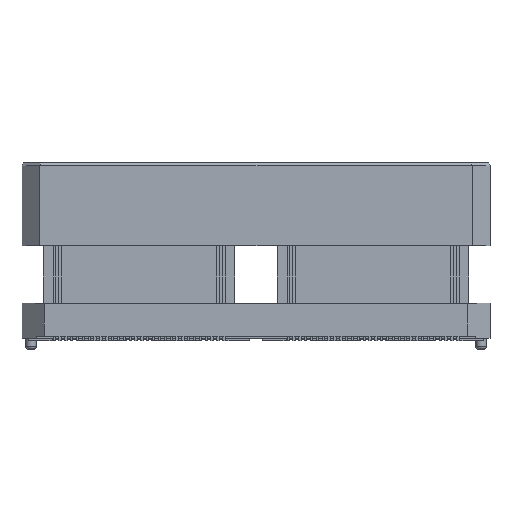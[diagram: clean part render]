
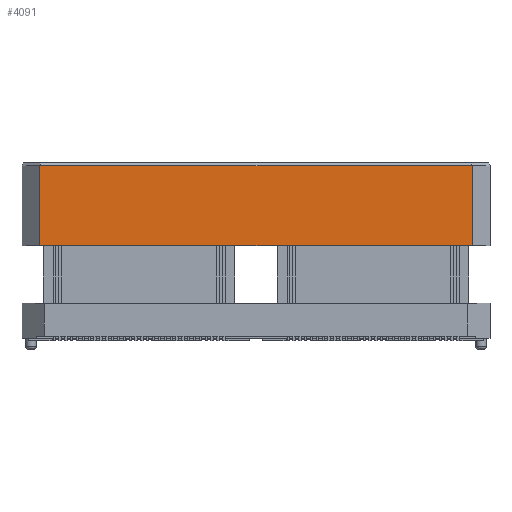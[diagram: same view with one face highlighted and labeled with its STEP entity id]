
A CAD part, front view. The second image highlights one B-rep face of the part: STEP entity #4091.
In plain terms, the highlighted planar face has unit normal (0, -1, 0).
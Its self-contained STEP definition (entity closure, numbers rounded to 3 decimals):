
#3907=CARTESIAN_POINT('',(-18.479,-2.984,14.996));
#3908=VERTEX_POINT('',#3907);
#4002=CARTESIAN_POINT('',(18.478,-2.984,14.996));
#4003=VERTEX_POINT('',#4002);
#4027=CARTESIAN_POINT('',(-18.479,-2.984,14.996));
#4028=DIRECTION('',(1.0,0.0,0.0));
#4029=VECTOR('',#4028,36.957);
#4030=LINE('',#4027,#4029);
#4031=EDGE_CURVE('',#3908,#4003,#4030,.T.);
#4043=CARTESIAN_POINT('',(18.478,-2.984,8.156));
#4044=VERTEX_POINT('',#4043);
#4045=CARTESIAN_POINT('',(18.478,-2.984,8.156));
#4046=DIRECTION('',(0.0,0.0,1.0));
#4047=VECTOR('',#4046,6.84);
#4048=LINE('',#4045,#4047);
#4049=EDGE_CURVE('',#4044,#4003,#4048,.T.);
#4068=CARTESIAN_POINT('',(18.478,-2.984,8.156));
#4069=DIRECTION('',(0.0,-1.0,0.0));
#4070=DIRECTION('',(0.0,0.0,-1.0));
#4071=AXIS2_PLACEMENT_3D('',#4068,#4069,#4070);
#4072=PLANE('',#4071);
#4073=ORIENTED_EDGE('',*,*,#4031,.F.);
#4074=CARTESIAN_POINT('',(-18.479,-2.984,8.156));
#4075=VERTEX_POINT('',#4074);
#4076=CARTESIAN_POINT('',(-18.479,-2.984,8.156));
#4077=DIRECTION('',(0.0,0.0,1.0));
#4078=VECTOR('',#4077,6.84);
#4079=LINE('',#4076,#4078);
#4080=EDGE_CURVE('',#4075,#3908,#4079,.T.);
#4081=ORIENTED_EDGE('',*,*,#4080,.F.);
#4082=CARTESIAN_POINT('',(18.478,-2.984,8.156));
#4083=DIRECTION('',(-1.0,0.0,0.0));
#4084=VECTOR('',#4083,36.957);
#4085=LINE('',#4082,#4084);
#4086=EDGE_CURVE('',#4044,#4075,#4085,.T.);
#4087=ORIENTED_EDGE('',*,*,#4086,.F.);
#4088=ORIENTED_EDGE('',*,*,#4049,.T.);
#4089=EDGE_LOOP('',(#4073,#4081,#4087,#4088));
#4090=FACE_OUTER_BOUND('',#4089,.T.);
#4091=ADVANCED_FACE('',(#4090),#4072,.T.);
